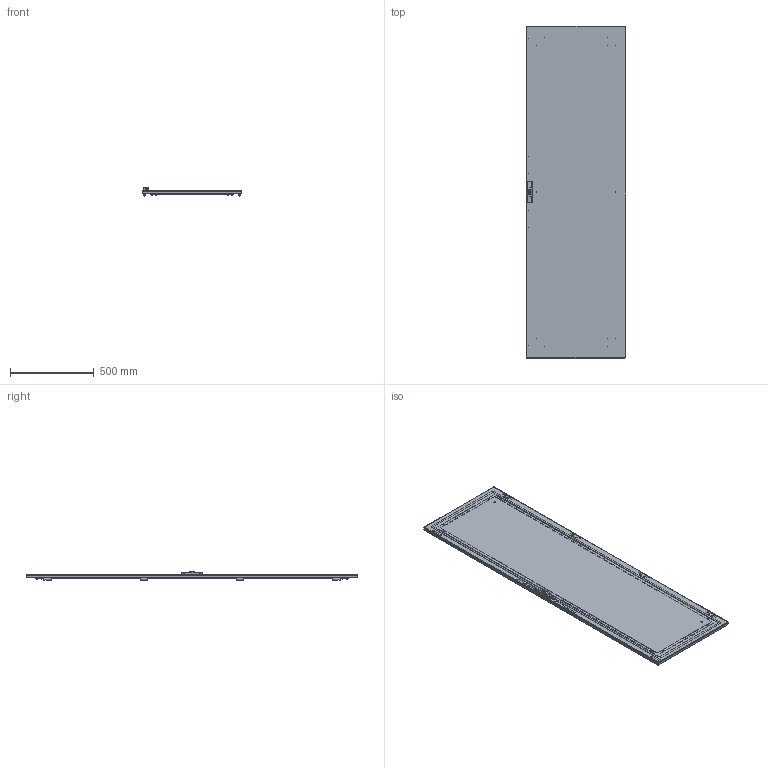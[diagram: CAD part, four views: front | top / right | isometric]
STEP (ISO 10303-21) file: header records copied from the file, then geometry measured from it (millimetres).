
FILE_DESCRIPTION (( 'STEP AP203' ), '1' );
FILE_NAME ('UR40901200600 Äâåðü ãëóõàÿ RS52 200.60 ÑÏ (000.801.409-01).STEP', '2022-04-08T09:33:39', ( '' ), ( '' ), 'SwSTEP 2.0', 'SolidWorks 2017', '' );
FILE_SCHEMA (( 'CONFIG_CONTROL_DESIGN' ));
Length unit declared in the file: millimetre
Products named in the file (27): 029-373 Ñîåäèíèòåëü óãëîâîé ðàìêè äâåðè RS52; 037-50 Ïåòëÿ LC3; 050-42 Âòóëêà ñêðûòîé ïåòëè; 048-06 Ïðóæèíà ïåòëè çàæèìíàÿ; 028-126 Ñêîáà LC3; Âèíò DIN 7500 C TORX_Œ5å16; 000.210.496 Îñíîâàíèå äâåðè RS52 200.00_01 (200.60); 000.800.061 Ïåòëÿ LC3_‡ ªàëâ®; 012-1970 Ïàíåëü äâåðè RS52 200.00_01 (200.60); Âèíò ISO 10642 TX_Œ5å10; UR40901200600 Äâåðü ãëóõàÿ RS52 200.60 ÑÏ (000.801.409-01); 000.203.218 ﾄ粢 RS52 200.00_01 (200.60); Øàéáà 6402 Ò_Œ6; 016-90 Øòûðü ïåòëè LC3; 054-270 Ñòîéêà äâåðè RS52_04 (200.00); Óïëîòíèòåëü ÏÏÓ äëÿ äâåðêè LC3_13 (200å60); 000.231.069 Ðàìà óñèëèâàþùàÿ RS52_18 (200.60); 054-271 Ïîïåðå÷èíà äâåðè RS52_01 (00.60); Ãàéêà øåñòèãðàííàÿ âûñîêàÿ ñàìîñòîïîðÿùàÿñÿ ñ ôëàíöåì ÃÎÑÒ ISO 7043_Œ6; Âèíò ISO 10642 TX_Œ5å16; Øïèëüêà ðåçüáîâàÿ ñ î÷èñòêîé îò êðàñêè_Œ6å12; 040-238 Ïëàíêà çàïîðíàÿ_04 (200.00); 040-237 Ïëàíêà çàïîðíàÿ ÏÐÎÁÀ 3_04 (200.00); Øïèëüêà çàçåìëåíèÿ CKF CS_Œ6å16; Ãàéêà Ýðèêñîíà Ì6 ñ ïëîñêîé ãîëîâêîé; MS896 Çàìîê-íàêëàäêà îñíîâíàÿ äëÿ LC_Žâªàëâ®; 040-194 Ïëàíêà çàïîðíàÿ_00 (120.00, 180.00 - 220.00)
Assembly tree (100 placements, depth 4):
  UR40901200600 Äâåðü ãëóõàÿ RS52 200.60 ÑÏ (000.801.409-01)
    000.203.218 ﾄ粢 RS52 200.00_01 (200.60)
      000.210.496 Îñíîâàíèå äâåðè RS52 200.00_01 (200.60)
        012-1970 Ïàíåëü äâåðè RS52 200.00_01 (200.60)
        Øïèëüêà çàçåìëåíèÿ CKF CS_Œ6å16  x2
        Øïèëüêà ðåçüáîâàÿ ñ î÷èñòêîé îò êðàñêè_Œ6å12  x16
        050-42 Âòóëêà ñêðûòîé ïåòëè  x4
      000.231.069 Ðàìà óñèëèâàþùàÿ RS52_18 (200.60)
        054-270 Ñòîéêà äâåðè RS52_04 (200.00)  x2
        054-271 Ïîïåðå÷èíà äâåðè RS52_01 (00.60)  x2
        029-373 Ñîåäèíèòåëü óãëîâîé ðàìêè äâåðè RS52  x4
        Âèíò DIN 7500 C TORX_Œ5å16  x8
      Ãàéêà Ýðèêñîíà Ì6 ñ ïëîñêîé ãîëîâêîé  x10
      Óïëîòíèòåëü ÏÏÓ äëÿ äâåðêè LC3_13 (200å60)
      MS896 Çàìîê-íàêëàäêà îñíîâíàÿ äëÿ LC_Žâªàëâ®
      Âèíò ISO 10642 TX_Œ5å10  x2
      040-194 Ïëàíêà çàïîðíàÿ_00 (120.00, 180.00 - 220.00)
      Ãàéêà øåñòèãðàííàÿ âûñîêàÿ ñàìîñòîïîðÿùàÿñÿ ñ ôëàíöåì ÃÎÑÒ ISO 7043_Œ6  x6
      Øàéáà 6402 Ò_Œ6  x6
      040-237 Ïëàíêà çàïîðíàÿ ÏÐÎÁÀ 3_04 (200.00)
      040-238 Ïëàíêà çàïîðíàÿ_04 (200.00)
    000.800.061 Ïåòëÿ LC3_‡ ªàëâ®  x4
      037-50 Ïåòëÿ LC3
      016-90 Øòûðü ïåòëè LC3
      048-06 Ïðóæèíà ïåòëè çàæèìíàÿ
    028-126 Ñêîáà LC3  x4
    Âèíò ISO 10642 TX_Œ5å16  x16
Bounding box: 596.8 x 1984 x 47.95 mm (x, y, z)
Volume: 3585544.5 mm3; surface area: 3623403.5 mm2
Topology: 113 solids, 117 shells, 3952 faces, 10589 edges, 6887 vertices
Faces by surface type: cylinder 1771, plane 1387, cone 468, bspline 208, torus 102, sphere 16
Entity records: 49654 total; most frequent: CARTESIAN_POINT 13430, DIRECTION 6732, ORIENTED_EDGE 6346, EDGE_CURVE 3176, AXIS2_PLACEMENT_3D 2511, VERTEX_POINT 2045, LINE 1710, VECTOR 1710
